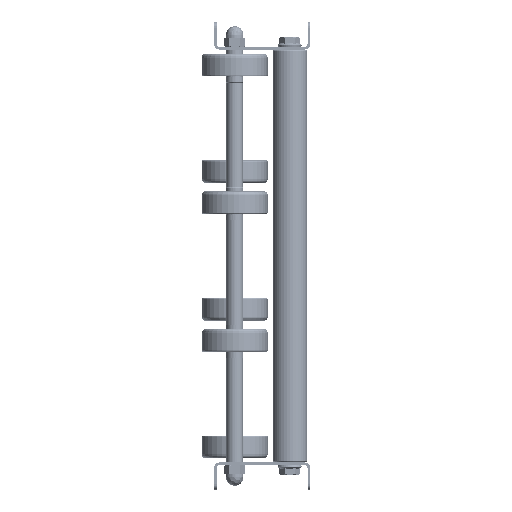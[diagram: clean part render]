
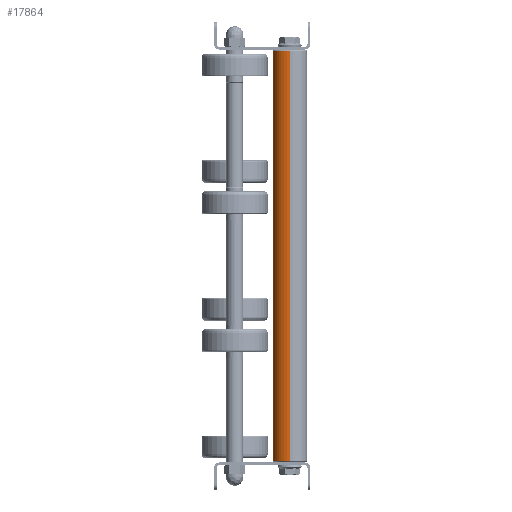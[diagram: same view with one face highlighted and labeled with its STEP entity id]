
A CAD part, left-side view. The second image highlights one B-rep face of the part: STEP entity #17864.
In plain terms, the highlighted cylindrical face has radius 12.5 mm (diameter 25 mm), a partial arc.
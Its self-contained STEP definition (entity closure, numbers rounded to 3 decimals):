
#289 = CARTESIAN_POINT ( 'NONE',  ( 300., 0., 12.5 ) ) ;
#707 = AXIS2_PLACEMENT_3D ( 'NONE', #1206, #4505, #27753 ) ;
#921 = VECTOR ( 'NONE', #24390, 1000. ) ;
#975 = CARTESIAN_POINT ( 'NONE',  ( 299., 0., -12.5 ) ) ;
#1206 = CARTESIAN_POINT ( 'NONE',  ( 1., 0., 0. ) ) ;
#2715 = CARTESIAN_POINT ( 'NONE',  ( 300., 0., 0. ) ) ;
#4505 = DIRECTION ( 'NONE',  ( 1., 0., 0. ) ) ;
#6122 = VECTOR ( 'NONE', #35769, 1000. ) ;
#7500 = CARTESIAN_POINT ( 'NONE',  ( 1., 0., 12.5 ) ) ;
#7611 = EDGE_LOOP ( 'NONE', ( #39848, #40232, #17267, #20816 ) ) ;
#8085 = CIRCLE ( 'NONE', #27876, 12.5 ) ;
#10988 = EDGE_CURVE ( 'NONE', #42097, #31522, #39304, .T. ) ;
#17267 = ORIENTED_EDGE ( 'NONE', *, *, #34395, .T. ) ;
#17864 = ADVANCED_FACE ( 'NONE', ( #43204 ), #36155, .T. ) ;
#18811 = CARTESIAN_POINT ( 'NONE',  ( 299., 0., 0. ) ) ;
#19319 = DIRECTION ( 'NONE',  ( -1., 0., 0. ) ) ;
#20816 = ORIENTED_EDGE ( 'NONE', *, *, #39280, .F. ) ;
#23260 = VERTEX_POINT ( 'NONE', #7500 ) ;
#24390 = DIRECTION ( 'NONE',  ( -1., 0., 0. ) ) ;
#27753 = DIRECTION ( 'NONE',  ( 0., 0., -1. ) ) ;
#27876 = AXIS2_PLACEMENT_3D ( 'NONE', #18811, #32304, #28985 ) ;
#28934 = CIRCLE ( 'NONE', #707, 12.5 ) ;
#28985 = DIRECTION ( 'NONE',  ( 0., 0., -1. ) ) ;
#29535 = CARTESIAN_POINT ( 'NONE',  ( 300., 0., -12.5 ) ) ;
#30968 = VERTEX_POINT ( 'NONE', #35120 ) ;
#31217 = LINE ( 'NONE', #289, #921 ) ;
#31522 = VERTEX_POINT ( 'NONE', #41893 ) ;
#32304 = DIRECTION ( 'NONE',  ( -1., 0., 0. ) ) ;
#33512 = AXIS2_PLACEMENT_3D ( 'NONE', #2715, #19319, #35726 ) ;
#34395 = EDGE_CURVE ( 'NONE', #31522, #23260, #28934, .T. ) ;
#35120 = CARTESIAN_POINT ( 'NONE',  ( 299., 0., 12.5 ) ) ;
#35726 = DIRECTION ( 'NONE',  ( 0., 0., 1. ) ) ;
#35769 = DIRECTION ( 'NONE',  ( -1., 0., 0. ) ) ;
#36155 = CYLINDRICAL_SURFACE ( 'NONE', #33512, 12.5 ) ;
#39280 = EDGE_CURVE ( 'NONE', #30968, #23260, #31217, .T. ) ;
#39304 = LINE ( 'NONE', #29535, #6122 ) ;
#39848 = ORIENTED_EDGE ( 'NONE', *, *, #40124, .T. ) ;
#40124 = EDGE_CURVE ( 'NONE', #30968, #42097, #8085, .T. ) ;
#40232 = ORIENTED_EDGE ( 'NONE', *, *, #10988, .T. ) ;
#41893 = CARTESIAN_POINT ( 'NONE',  ( 1., 0., -12.5 ) ) ;
#42097 = VERTEX_POINT ( 'NONE', #975 ) ;
#43204 = FACE_OUTER_BOUND ( 'NONE', #7611, .T. ) ;
